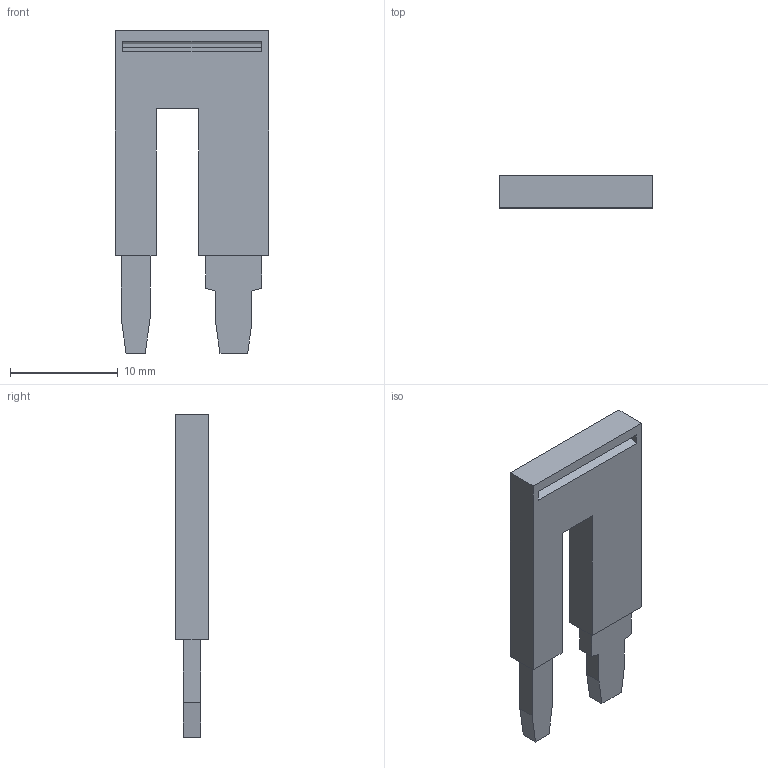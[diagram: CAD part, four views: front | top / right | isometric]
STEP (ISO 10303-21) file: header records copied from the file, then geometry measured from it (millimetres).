
FILE_DESCRIPTION(('STEP AP214'),'1');
FILE_NAME('cctmp_22CD9F53-1B8F-47EB-BF94-285953E7871B_2023_07_24_21_58_00_0742..stp','2023-07-24T19:58:00',('SIEMENS A&D'),('CADClick - www.CADClick.com'),'Spatial InterOp 3D postprocessed',' ','unknown authorization');
FILE_SCHEMA(('AUTOMOTIVE_DESIGN'));
Length unit declared in the file: millimetre
Products named in the file (1): 2023_07_24_21_58_00_0742
Bounding box: 14.25 x 3 x 29.93 mm (x, y, z)
Volume: 805.4 mm3; surface area: 990.2 mm2
Topology: 1 solids, 1 shells, 41 faces, 107 edges, 72 vertices
Faces by surface type: plane 41
Entity records: 1390 total; most frequent: CARTESIAN_POINT 221, ORIENTED_EDGE 214, DIRECTION 191, EDGE_CURVE 107, LINE 107, VECTOR 107, VERTEX_POINT 72, EDGE_LOOP 45
